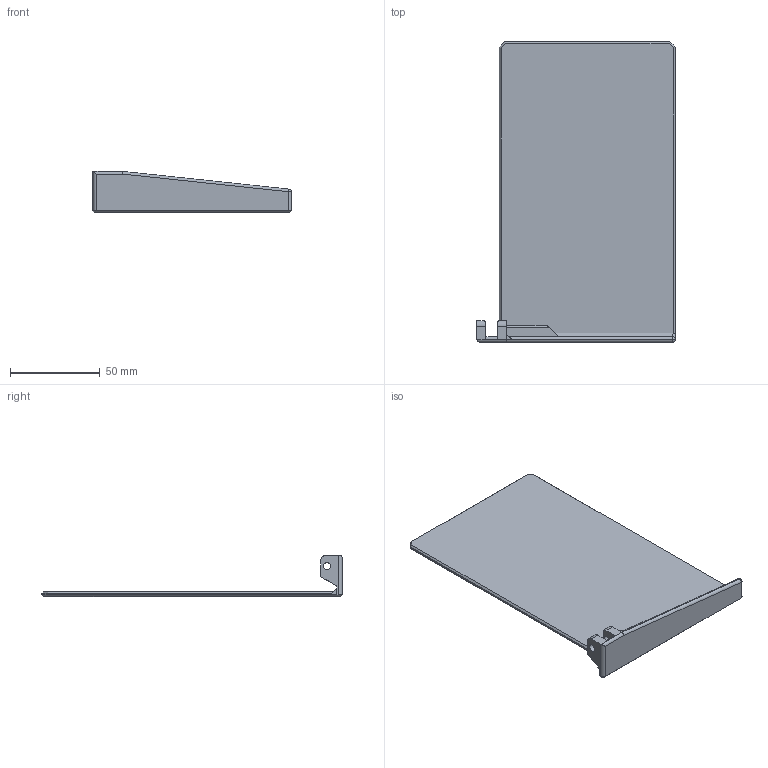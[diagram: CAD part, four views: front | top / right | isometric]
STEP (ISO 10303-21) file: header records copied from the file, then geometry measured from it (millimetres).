
FILE_DESCRIPTION(/* description */ (''),/* implementation_level */ '2;1');
FILE_NAME(/* name */ 'Fan Holder Small B3 - door.step',/* time_stamp */ '2024-01-14T15:58:31-07:00',/* author */ (''),/* organization */ (''),/* preprocessor_version */ 'ST-DEVELOPER v20',/* originating_system */ 'Autodesk Translation Framework v12.14.0.127',/* authorisation */ '');
FILE_SCHEMA (('AUTOMOTIVE_DESIGN { 1 0 10303 214 3 1 1 }'));
Length unit declared in the file: millimetre
Products named in the file (1): Sliding Door
Bounding box: 110.6 x 167.5 x 23 mm (x, y, z)
Volume: 52706.1 mm3; surface area: 38172.3 mm2
Topology: 1 solids, 1 shells, 58 faces, 145 edges, 89 vertices
Faces by surface type: plane 40, cylinder 14, cone 2, bspline 1, sphere 1
Full cylindrical faces by diameter (mm): 4 x2
Entity records: 1748 total; most frequent: CARTESIAN_POINT 310, DIRECTION 291, ORIENTED_EDGE 290, EDGE_CURVE 145, LINE 113, VECTOR 113, VERTEX_POINT 89, AXIS2_PLACEMENT_3D 89
